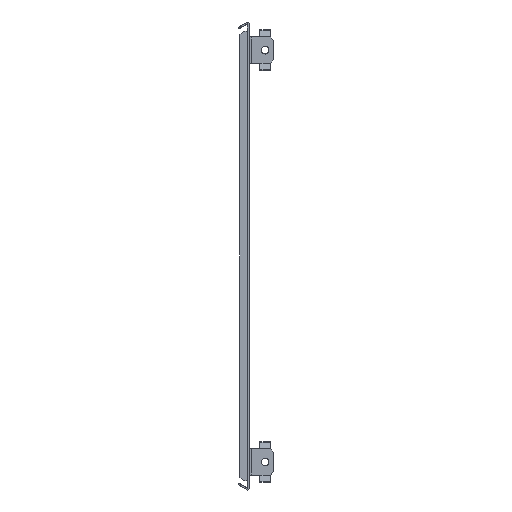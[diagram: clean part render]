
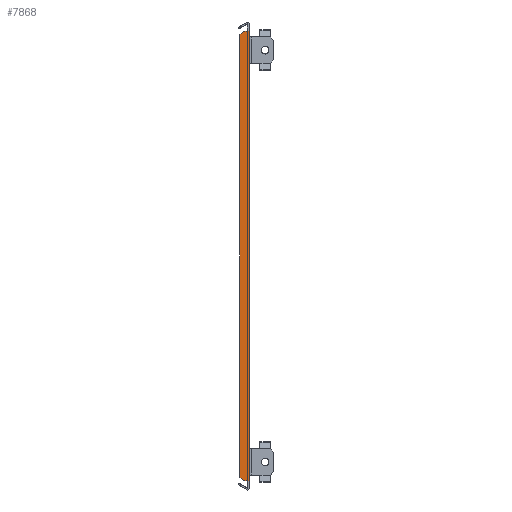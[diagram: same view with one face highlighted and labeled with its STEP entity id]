
A CAD part, front view. The second image highlights one B-rep face of the part: STEP entity #7868.
In plain terms, the highlighted planar face has unit normal (0, -1, 0).
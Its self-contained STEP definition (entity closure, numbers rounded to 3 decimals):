
#86 = VERTEX_POINT ( 'NONE', #23897 ) ;
#159 = ORIENTED_EDGE ( 'NONE', *, *, #27457, .T. ) ;
#299 = CARTESIAN_POINT ( 'NONE',  ( 0., -353., -190.897 ) ) ;
#1310 = LINE ( 'NONE', #1483, #21875 ) ;
#1483 = CARTESIAN_POINT ( 'NONE',  ( -8., -353., 0. ) ) ;
#1870 = ORIENTED_EDGE ( 'NONE', *, *, #7616, .T. ) ;
#2471 = VECTOR ( 'NONE', #25655, 1000. ) ;
#4192 = DIRECTION ( 'NONE',  ( 0., 1., 0. ) ) ;
#4676 = VERTEX_POINT ( 'NONE', #31634 ) ;
#5587 = EDGE_CURVE ( 'NONE', #27513, #12067, #14336, .T. ) ;
#6918 = LINE ( 'NONE', #22725, #9189 ) ;
#7616 = EDGE_CURVE ( 'NONE', #9719, #21908, #6918, .T. ) ;
#7868 = ADVANCED_FACE ( 'NONE', ( #25306 ), #22239, .F. ) ;
#8671 = VECTOR ( 'NONE', #31851, 1000. ) ;
#9189 = VECTOR ( 'NONE', #25625, 1000. ) ;
#9239 = ORIENTED_EDGE ( 'NONE', *, *, #19231, .F. ) ;
#9719 = VERTEX_POINT ( 'NONE', #12578 ) ;
#10043 = ORIENTED_EDGE ( 'NONE', *, *, #24631, .T. ) ;
#12067 = VERTEX_POINT ( 'NONE', #31045 ) ;
#12333 = CARTESIAN_POINT ( 'NONE',  ( -97.948, -353., 97.948 ) ) ;
#12578 = CARTESIAN_POINT ( 'NONE',  ( -2.5, -353., 190.897 ) ) ;
#13399 = VECTOR ( 'NONE', #22846, 1000. ) ;
#13703 = LINE ( 'NONE', #24074, #27521 ) ;
#14336 = LINE ( 'NONE', #24018, #15578 ) ;
#14786 = CARTESIAN_POINT ( 'NONE',  ( -2.5, -353., -190.897 ) ) ;
#15578 = VECTOR ( 'NONE', #24719, 1000. ) ;
#15758 = DIRECTION ( 'NONE',  ( 0., 0., 1. ) ) ;
#16126 = ORIENTED_EDGE ( 'NONE', *, *, #20626, .T. ) ;
#17162 = CARTESIAN_POINT ( 'NONE',  ( -97.948, -353., -97.948 ) ) ;
#17336 = EDGE_CURVE ( 'NONE', #4676, #27475, #1310, .T. ) ;
#19079 = LINE ( 'NONE', #14786, #8671 ) ;
#19208 = DIRECTION ( 'NONE',  ( 0., 0., -1. ) ) ;
#19231 = EDGE_CURVE ( 'NONE', #9719, #86, #30687, .T. ) ;
#19783 = ORIENTED_EDGE ( 'NONE', *, *, #17336, .T. ) ;
#20626 = EDGE_CURVE ( 'NONE', #21908, #4676, #31021, .T. ) ;
#20638 = CARTESIAN_POINT ( 'NONE',  ( 0., -353., 190.897 ) ) ;
#21020 = VERTEX_POINT ( 'NONE', #299 ) ;
#21875 = VECTOR ( 'NONE', #19208, 1000. ) ;
#21908 = VERTEX_POINT ( 'NONE', #26614 ) ;
#22239 = PLANE ( 'NONE',  #33677 ) ;
#22725 = CARTESIAN_POINT ( 'NONE',  ( 0., -353., 190.897 ) ) ;
#22846 = DIRECTION ( 'NONE',  ( -0.707, 0., -0.707 ) ) ;
#23258 = CARTESIAN_POINT ( 'NONE',  ( -5., -353., -190.897 ) ) ;
#23897 = CARTESIAN_POINT ( 'NONE',  ( 0., -353., 190.897 ) ) ;
#24018 = CARTESIAN_POINT ( 'NONE',  ( 0., -353., -190.897 ) ) ;
#24074 = CARTESIAN_POINT ( 'NONE',  ( 0., -353., 0. ) ) ;
#24631 = EDGE_CURVE ( 'NONE', #21020, #86, #13703, .T. ) ;
#24719 = DIRECTION ( 'NONE',  ( 1., 0., 0. ) ) ;
#24982 = DIRECTION ( 'NONE',  ( 0., 0., 1. ) ) ;
#25306 = FACE_OUTER_BOUND ( 'NONE', #33613, .T. ) ;
#25625 = DIRECTION ( 'NONE',  ( -1., 0., 0. ) ) ;
#25655 = DIRECTION ( 'NONE',  ( 0.707, 0., -0.707 ) ) ;
#26614 = CARTESIAN_POINT ( 'NONE',  ( -5., -353., 190.897 ) ) ;
#27457 = EDGE_CURVE ( 'NONE', #27475, #27513, #28201, .T. ) ;
#27475 = VERTEX_POINT ( 'NONE', #29021 ) ;
#27513 = VERTEX_POINT ( 'NONE', #23258 ) ;
#27516 = ORIENTED_EDGE ( 'NONE', *, *, #5587, .T. ) ;
#27521 = VECTOR ( 'NONE', #15758, 1000. ) ;
#28201 = LINE ( 'NONE', #17162, #2471 ) ;
#29021 = CARTESIAN_POINT ( 'NONE',  ( -8., -353., -187.897 ) ) ;
#30084 = CARTESIAN_POINT ( 'NONE',  ( 0., -353., 0. ) ) ;
#30364 = DIRECTION ( 'NONE',  ( 1., 0., 0. ) ) ;
#30687 = LINE ( 'NONE', #20638, #33432 ) ;
#31021 = LINE ( 'NONE', #12333, #13399 ) ;
#31045 = CARTESIAN_POINT ( 'NONE',  ( -2.5, -353., -190.897 ) ) ;
#31058 = EDGE_CURVE ( 'NONE', #12067, #21020, #19079, .T. ) ;
#31634 = CARTESIAN_POINT ( 'NONE',  ( -8., -353., 187.897 ) ) ;
#31851 = DIRECTION ( 'NONE',  ( 1., 0., 0. ) ) ;
#32473 = ORIENTED_EDGE ( 'NONE', *, *, #31058, .T. ) ;
#33432 = VECTOR ( 'NONE', #30364, 1000. ) ;
#33613 = EDGE_LOOP ( 'NONE', ( #27516, #32473, #10043, #9239, #1870, #16126, #19783, #159 ) ) ;
#33677 = AXIS2_PLACEMENT_3D ( 'NONE', #30084, #4192, #24982 ) ;
